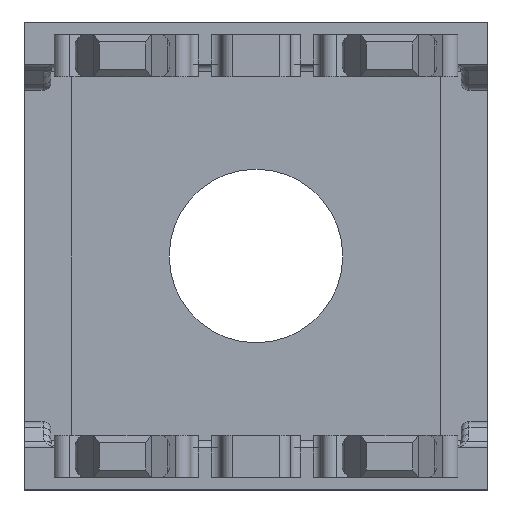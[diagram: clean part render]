
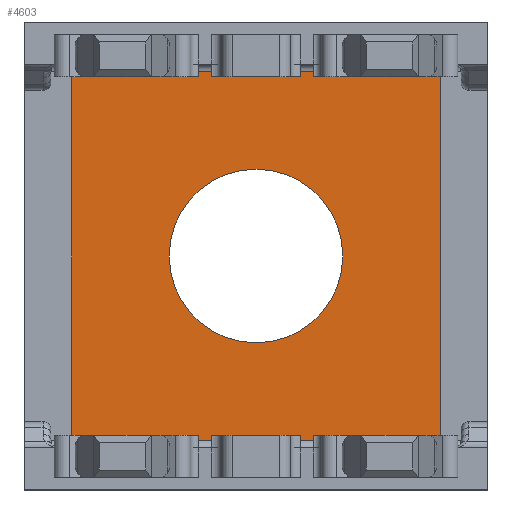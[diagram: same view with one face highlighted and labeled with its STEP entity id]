
A CAD part, front view. The second image highlights one B-rep face of the part: STEP entity #4603.
In plain terms, the highlighted face is planar.
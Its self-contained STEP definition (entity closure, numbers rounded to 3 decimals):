
#518 = CARTESIAN_POINT ( 'NONE',  ( -3.5, -3.5, 0. ) ) ;
#1253 = AXIS2_PLACEMENT_3D ( 'NONE', #11503, #11518, #11520 ) ;
#1409 = EDGE_CURVE ( 'NONE', #1953, #6547, #1664, .T. ) ;
#1412 = EDGE_CURVE ( 'NONE', #6264, #6156, #8045, .T. ) ;
#1416 = EDGE_CURVE ( 'NONE', #6156, #2277, #8062, .T. ) ;
#1419 = EDGE_CURVE ( 'NONE', #2277, #6395, #8070, .T. ) ;
#1422 = EDGE_CURVE ( 'NONE', #6395, #6264, #8078, .T. ) ;
#1425 = EDGE_CURVE ( 'NONE', #6547, #1953, #1564, .T. ) ;
#1556 = VECTOR ( 'NONE', #8064, 1000. ) ;
#1564 = CIRCLE ( 'NONE', #1700, 1.65 ) ;
#1637 = AXIS2_PLACEMENT_3D ( 'NONE', #8041, #8042, #8043 ) ;
#1664 = CIRCLE ( 'NONE', #1637, 1.65 ) ;
#1681 = VECTOR ( 'NONE', #8053, 1000. ) ;
#1700 = AXIS2_PLACEMENT_3D ( 'NONE', #8089, #8090, #8091 ) ;
#1701 = VECTOR ( 'NONE', #8072, 1000. ) ;
#1703 = VECTOR ( 'NONE', #8080, 1000. ) ;
#1953 = VERTEX_POINT ( 'NONE', #11438 ) ;
#1972 = ORIENTED_EDGE ( 'NONE', *, *, #1412, .F. ) ;
#2007 = ORIENTED_EDGE ( 'NONE', *, *, #1425, .T. ) ;
#2008 = ORIENTED_EDGE ( 'NONE', *, *, #1416, .F. ) ;
#2009 = ORIENTED_EDGE ( 'NONE', *, *, #1419, .F. ) ;
#2075 = ORIENTED_EDGE ( 'NONE', *, *, #1409, .T. ) ;
#2076 = ORIENTED_EDGE ( 'NONE', *, *, #1422, .F. ) ;
#2277 = VERTEX_POINT ( 'NONE', #11476 ) ;
#4603 = ADVANCED_FACE ( 'NONE', ( #11510, #11513 ), #11514, .F. ) ;
#6156 = VERTEX_POINT ( 'NONE', #518 ) ;
#6264 = VERTEX_POINT ( 'NONE', #17387 ) ;
#6395 = VERTEX_POINT ( 'NONE', #17414 ) ;
#6547 = VERTEX_POINT ( 'NONE', #17436 ) ;
#8041 = CARTESIAN_POINT ( 'NONE',  ( 0., 0., 0. ) ) ;
#8042 = DIRECTION ( 'NONE',  ( 0., 0., 1. ) ) ;
#8043 = DIRECTION ( 'NONE',  ( 1., 0., 0. ) ) ;
#8045 = LINE ( 'NONE', #8051, #1681 ) ;
#8051 = CARTESIAN_POINT ( 'NONE',  ( -3.5, 3.5, 0. ) ) ;
#8053 = DIRECTION ( 'NONE',  ( 0., -1., 0. ) ) ;
#8062 = LINE ( 'NONE', #8063, #1556 ) ;
#8063 = CARTESIAN_POINT ( 'NONE',  ( -3.5, -3.5, 0. ) ) ;
#8064 = DIRECTION ( 'NONE',  ( 1., 0., 0. ) ) ;
#8070 = LINE ( 'NONE', #8071, #1701 ) ;
#8071 = CARTESIAN_POINT ( 'NONE',  ( 3.5, 3.5, 0. ) ) ;
#8072 = DIRECTION ( 'NONE',  ( 0., 1., 0. ) ) ;
#8078 = LINE ( 'NONE', #8079, #1703 ) ;
#8079 = CARTESIAN_POINT ( 'NONE',  ( -3.5, 3.5, 0. ) ) ;
#8080 = DIRECTION ( 'NONE',  ( -1., 0., 0. ) ) ;
#8089 = CARTESIAN_POINT ( 'NONE',  ( 0., 0., 0. ) ) ;
#8090 = DIRECTION ( 'NONE',  ( 0., 0., 1. ) ) ;
#8091 = DIRECTION ( 'NONE',  ( 1., 0., 0. ) ) ;
#11438 = CARTESIAN_POINT ( 'NONE',  ( -1.65, 0., 0. ) ) ;
#11476 = CARTESIAN_POINT ( 'NONE',  ( 3.5, -3.5, 0. ) ) ;
#11503 = CARTESIAN_POINT ( 'NONE',  ( -3.5, -3.5, 0. ) ) ;
#11510 = FACE_BOUND ( 'NONE', #15446, .T. ) ;
#11513 = FACE_OUTER_BOUND ( 'NONE', #15412, .T. ) ;
#11514 = PLANE ( 'NONE',  #1253 ) ;
#11518 = DIRECTION ( 'NONE',  ( 0., 0., 1. ) ) ;
#11520 = DIRECTION ( 'NONE',  ( 1., 0., 0. ) ) ;
#15412 = EDGE_LOOP ( 'NONE', ( #1972, #2076, #2009, #2008 ) ) ;
#15446 = EDGE_LOOP ( 'NONE', ( #2007, #2075 ) ) ;
#17387 = CARTESIAN_POINT ( 'NONE',  ( -3.5, 3.5, 0. ) ) ;
#17414 = CARTESIAN_POINT ( 'NONE',  ( 3.5, 3.5, 0. ) ) ;
#17436 = CARTESIAN_POINT ( 'NONE',  ( 1.65, 0., 0. ) ) ;
